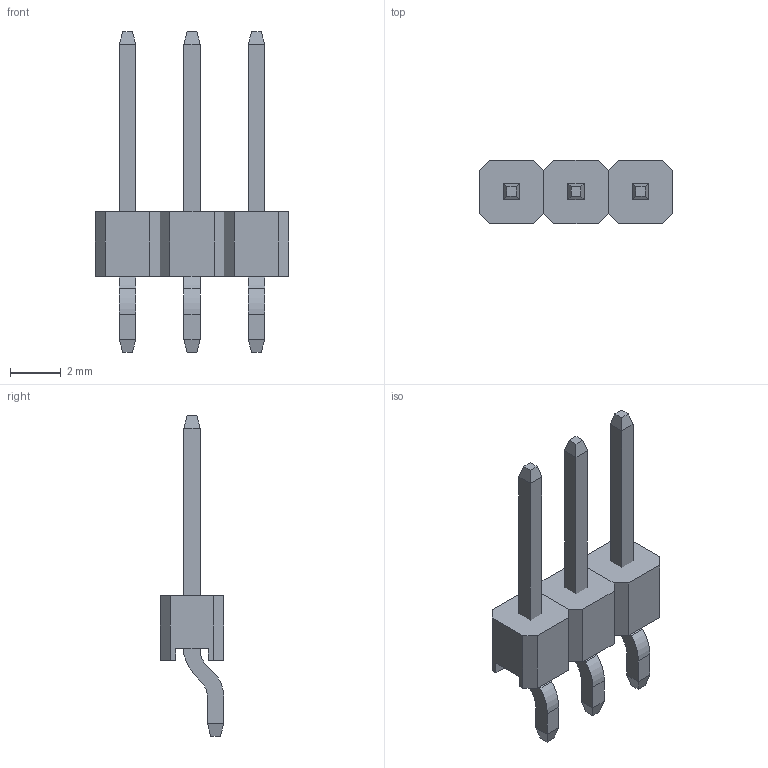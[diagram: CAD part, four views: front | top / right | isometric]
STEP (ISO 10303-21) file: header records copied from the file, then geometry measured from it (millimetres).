
FILE_DESCRIPTION (( 'STEP AP203' ), '1' );
FILE_NAME ('BG080-03-X-0710-0150-0150-X-X_revD.STEP', '2015-11-18T09:34:09', ( '' ), ( '' ), 'SwSTEP 2.0', 'SolidWorks 2010', '' );
FILE_SCHEMA (( 'CONFIG_CONTROL_DESIGN' ));
Length unit declared in the file: millimetre
Products named in the file (3): BG080-03-X-0710-0150-0150-X-X_revD; BG080-pin-0710-0150-0150; BG080-insulator
Assembly tree (6 placements, depth 2):
  BG080-03-X-0710-0150-0150-X-X_revD
    BG080-pin-0710-0150-0150  x3
    BG080-insulator  x3
Bounding box: 7.62 x 2.5 x 12.64 mm (x, y, z)
Volume: 56.8 mm3; surface area: 207.7 mm2
Topology: 6 solids, 6 shells, 102 faces, 246 edges, 156 vertices
Faces by surface type: plane 90, cylinder 12
Entity records: 1403 total; most frequent: CARTESIAN_POINT 177, DIRECTION 176, ORIENTED_EDGE 164, EDGE_CURVE 82, LINE 74, VECTOR 74, VERTEX_POINT 52, AXIS2_PLACEMENT_3D 51
